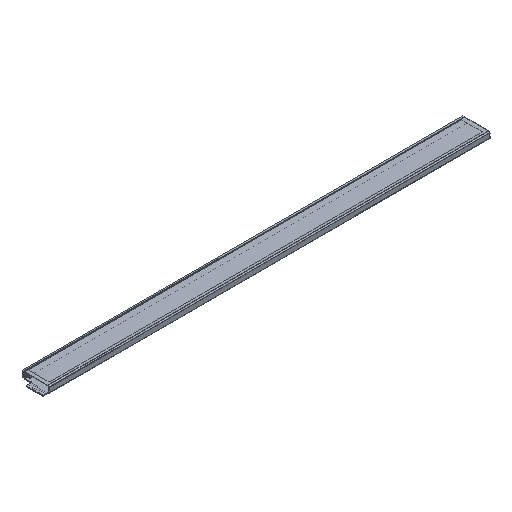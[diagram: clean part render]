
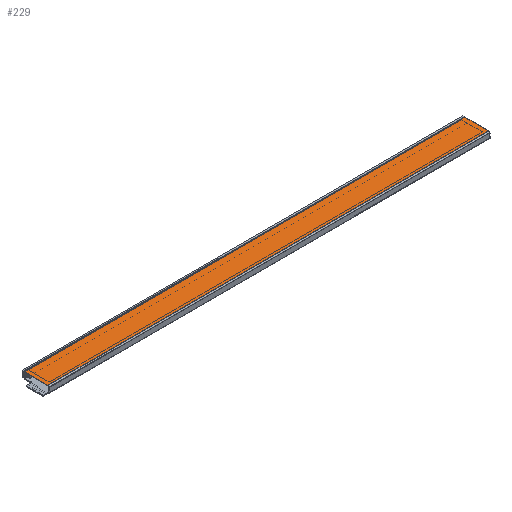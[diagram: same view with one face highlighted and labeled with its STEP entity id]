
A CAD part, isometric view. The second image highlights one B-rep face of the part: STEP entity #229.
In plain terms, the highlighted planar face has unit normal (0, 0, 1).
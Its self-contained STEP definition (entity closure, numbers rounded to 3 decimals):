
#19 = LINE ( 'NONE', #2126, #2371 ) ;
#195 = EDGE_CURVE ( 'NONE', #250, #1437, #1853, .T. ) ;
#228 = DIRECTION ( 'NONE',  ( 0., -1., 0. ) ) ;
#229 = ADVANCED_FACE ( 'NONE', ( #2086 ), #1761, .F. ) ;
#250 = VERTEX_POINT ( 'NONE', #2392 ) ;
#768 = EDGE_LOOP ( 'NONE', ( #2129, #1189, #1479, #920 ) ) ;
#771 = AXIS2_PLACEMENT_3D ( 'NONE', #1373, #2188, #1974 ) ;
#920 = ORIENTED_EDGE ( 'NONE', *, *, #2001, .T. ) ;
#928 = CARTESIAN_POINT ( 'NONE',  ( 232.4, 0., 0. ) ) ;
#1100 = DIRECTION ( 'NONE',  ( 1., 0., 0. ) ) ;
#1140 = EDGE_CURVE ( 'NONE', #2561, #2163, #2640, .T. ) ;
#1189 = ORIENTED_EDGE ( 'NONE', *, *, #2094, .T. ) ;
#1301 = VECTOR ( 'NONE', #1100, 1000. ) ;
#1373 = CARTESIAN_POINT ( 'NONE',  ( 0., 0., 0. ) ) ;
#1383 = VECTOR ( 'NONE', #2385, 1000. ) ;
#1437 = VERTEX_POINT ( 'NONE', #2377 ) ;
#1475 = DIRECTION ( 'NONE',  ( -1., 0., 0. ) ) ;
#1479 = ORIENTED_EDGE ( 'NONE', *, *, #1140, .T. ) ;
#1655 = CARTESIAN_POINT ( 'NONE',  ( -2., 13.4, 0. ) ) ;
#1761 = PLANE ( 'NONE',  #771 ) ;
#1853 = LINE ( 'NONE', #2135, #1301 ) ;
#1944 = LINE ( 'NONE', #928, #1383 ) ;
#1974 = DIRECTION ( 'NONE',  ( -1., 0., 0. ) ) ;
#1978 = CARTESIAN_POINT ( 'NONE',  ( 232.4, 13.4, 0. ) ) ;
#2001 = EDGE_CURVE ( 'NONE', #2163, #250, #19, .T. ) ;
#2086 = FACE_OUTER_BOUND ( 'NONE', #768, .T. ) ;
#2094 = EDGE_CURVE ( 'NONE', #1437, #2561, #1944, .T. ) ;
#2109 = VECTOR ( 'NONE', #1475, 1000. ) ;
#2126 = CARTESIAN_POINT ( 'NONE',  ( -2., 0., 0. ) ) ;
#2129 = ORIENTED_EDGE ( 'NONE', *, *, #195, .T. ) ;
#2135 = CARTESIAN_POINT ( 'NONE',  ( -2., 0.7, 0. ) ) ;
#2163 = VERTEX_POINT ( 'NONE', #2589 ) ;
#2188 = DIRECTION ( 'NONE',  ( 0., 0., -1. ) ) ;
#2371 = VECTOR ( 'NONE', #228, 1000. ) ;
#2377 = CARTESIAN_POINT ( 'NONE',  ( 232.4, 0.7, 0. ) ) ;
#2385 = DIRECTION ( 'NONE',  ( 0., 1., 0. ) ) ;
#2392 = CARTESIAN_POINT ( 'NONE',  ( -2., 0.7, 0. ) ) ;
#2561 = VERTEX_POINT ( 'NONE', #1978 ) ;
#2589 = CARTESIAN_POINT ( 'NONE',  ( -2., 13.4, 0. ) ) ;
#2640 = LINE ( 'NONE', #1655, #2109 ) ;
